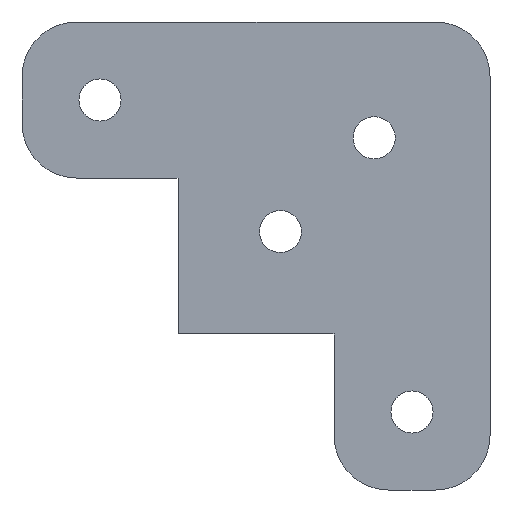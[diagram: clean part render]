
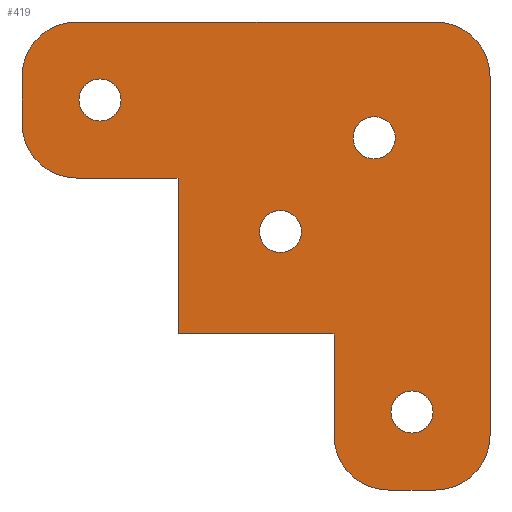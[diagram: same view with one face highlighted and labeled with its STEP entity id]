
A CAD part, front view. The second image highlights one B-rep face of the part: STEP entity #419.
In plain terms, the highlighted planar face has unit normal (0, -1, 0).
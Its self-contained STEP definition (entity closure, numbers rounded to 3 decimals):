
#19=FACE_BOUND('',#81,.T.);
#20=FACE_BOUND('',#82,.T.);
#21=FACE_BOUND('',#83,.T.);
#22=FACE_BOUND('',#84,.T.);
#34=PLANE('',#481);
#55=FACE_OUTER_BOUND('',#80,.T.);
#80=EDGE_LOOP('',(#373,#374,#375,#376,#377,#378,#379,#380,#381,#382,#383,
#384,#385));
#81=EDGE_LOOP('',(#386));
#82=EDGE_LOOP('',(#387));
#83=EDGE_LOOP('',(#388));
#84=EDGE_LOOP('',(#389));
#89=LINE('',#616,#128);
#97=LINE('',#641,#136);
#103=LINE('',#660,#142);
#111=LINE('',#677,#150);
#114=LINE('',#691,#153);
#116=LINE('',#694,#155);
#122=LINE('',#714,#161);
#123=LINE('',#716,#162);
#128=VECTOR('',#496,10.);
#136=VECTOR('',#518,10.);
#142=VECTOR('',#536,10.);
#150=VECTOR('',#550,10.);
#153=VECTOR('',#567,10.);
#155=VECTOR('',#571,10.);
#161=VECTOR('',#595,10.);
#162=VECTOR('',#598,10.);
#163=CIRCLE('',#444,7.);
#168=CIRCLE('',#452,7.);
#171=CIRCLE('',#458,7.);
#172=CIRCLE('',#461,7.);
#173=CIRCLE('',#464,7.);
#177=CIRCLE('',#472,2.7);
#178=CIRCLE('',#474,2.7);
#179=CIRCLE('',#476,2.7);
#180=CIRCLE('',#478,2.7);
#181=VERTEX_POINT('',#603);
#182=VERTEX_POINT('',#604);
#186=VERTEX_POINT('',#614);
#193=VERTEX_POINT('',#631);
#194=VERTEX_POINT('',#633);
#196=VERTEX_POINT('',#639);
#201=VERTEX_POINT('',#653);
#202=VERTEX_POINT('',#655);
#203=VERTEX_POINT('',#659);
#206=VERTEX_POINT('',#667);
#209=VERTEX_POINT('',#675);
#213=VERTEX_POINT('',#690);
#214=VERTEX_POINT('',#696);
#215=VERTEX_POINT('',#700);
#216=VERTEX_POINT('',#704);
#217=VERTEX_POINT('',#708);
#218=VERTEX_POINT('',#712);
#219=EDGE_CURVE('',#181,#182,#163,.T.);
#225=EDGE_CURVE('',#181,#186,#89,.T.);
#233=EDGE_CURVE('',#193,#194,#168,.T.);
#237=EDGE_CURVE('',#196,#193,#97,.T.);
#244=EDGE_CURVE('',#201,#202,#171,.T.);
#246=EDGE_CURVE('',#203,#202,#103,.T.);
#251=EDGE_CURVE('',#206,#196,#172,.T.);
#255=EDGE_CURVE('',#209,#206,#111,.T.);
#256=EDGE_CURVE('',#203,#209,#173,.T.);
#262=EDGE_CURVE('',#213,#194,#114,.T.);
#264=EDGE_CURVE('',#182,#201,#116,.T.);
#266=EDGE_CURVE('',#214,#214,#177,.T.);
#268=EDGE_CURVE('',#215,#215,#178,.T.);
#270=EDGE_CURVE('',#216,#216,#179,.T.);
#272=EDGE_CURVE('',#217,#217,#180,.T.);
#274=EDGE_CURVE('',#186,#218,#122,.T.);
#275=EDGE_CURVE('',#218,#213,#123,.T.);
#373=ORIENTED_EDGE('',*,*,#219,.F.);
#374=ORIENTED_EDGE('',*,*,#225,.T.);
#375=ORIENTED_EDGE('',*,*,#274,.T.);
#376=ORIENTED_EDGE('',*,*,#275,.T.);
#377=ORIENTED_EDGE('',*,*,#262,.T.);
#378=ORIENTED_EDGE('',*,*,#233,.F.);
#379=ORIENTED_EDGE('',*,*,#237,.F.);
#380=ORIENTED_EDGE('',*,*,#251,.F.);
#381=ORIENTED_EDGE('',*,*,#255,.F.);
#382=ORIENTED_EDGE('',*,*,#256,.F.);
#383=ORIENTED_EDGE('',*,*,#246,.T.);
#384=ORIENTED_EDGE('',*,*,#244,.F.);
#385=ORIENTED_EDGE('',*,*,#264,.F.);
#386=ORIENTED_EDGE('',*,*,#266,.T.);
#387=ORIENTED_EDGE('',*,*,#268,.T.);
#388=ORIENTED_EDGE('',*,*,#270,.T.);
#389=ORIENTED_EDGE('',*,*,#272,.T.);
#419=ADVANCED_FACE('',(#55,#19,#20,#21,#22),#34,.F.);
#444=AXIS2_PLACEMENT_3D('',#605,#486,#487);
#452=AXIS2_PLACEMENT_3D('',#634,#511,#512);
#458=AXIS2_PLACEMENT_3D('',#656,#531,#532);
#461=AXIS2_PLACEMENT_3D('',#669,#543,#544);
#464=AXIS2_PLACEMENT_3D('',#679,#553,#554);
#472=AXIS2_PLACEMENT_3D('',#698,#575,#576);
#474=AXIS2_PLACEMENT_3D('',#702,#580,#581);
#476=AXIS2_PLACEMENT_3D('',#706,#585,#586);
#478=AXIS2_PLACEMENT_3D('',#710,#590,#591);
#481=AXIS2_PLACEMENT_3D('',#717,#599,#600);
#486=DIRECTION('center_axis',(0.,1.,0.));
#487=DIRECTION('ref_axis',(-0.707,0.,-0.707));
#496=DIRECTION('',(1.,0.,0.));
#511=DIRECTION('center_axis',(0.,1.,0.));
#512=DIRECTION('ref_axis',(-0.707,0.,-0.707));
#518=DIRECTION('',(-1.,0.,0.));
#531=DIRECTION('center_axis',(0.,1.,0.));
#532=DIRECTION('ref_axis',(-0.707,0.,0.707));
#536=DIRECTION('',(-1.,0.,0.));
#543=DIRECTION('center_axis',(0.,1.,0.));
#544=DIRECTION('ref_axis',(0.707,0.,-0.707));
#550=DIRECTION('',(0.,0.,-1.));
#553=DIRECTION('center_axis',(0.,1.,0.));
#554=DIRECTION('ref_axis',(0.707,0.,0.707));
#567=DIRECTION('',(0.,0.,-1.));
#571=DIRECTION('',(0.,0.,1.));
#575=DIRECTION('center_axis',(0.,1.,0.));
#576=DIRECTION('ref_axis',(1.,0.,0.));
#580=DIRECTION('center_axis',(0.,1.,0.));
#581=DIRECTION('ref_axis',(1.,0.,0.));
#585=DIRECTION('center_axis',(0.,1.,0.));
#586=DIRECTION('ref_axis',(1.,0.,0.));
#590=DIRECTION('center_axis',(0.,1.,0.));
#591=DIRECTION('ref_axis',(1.,0.,0.));
#595=DIRECTION('',(0.,0.,-1.));
#598=DIRECTION('',(1.,0.,0.));
#599=DIRECTION('center_axis',(0.,1.,0.));
#600=DIRECTION('ref_axis',(0.,0.,1.));
#603=CARTESIAN_POINT('',(-23.,0.,10.));
#604=CARTESIAN_POINT('',(-30.,0.,17.));
#605=CARTESIAN_POINT('Origin',(-23.,0.,17.));
#614=CARTESIAN_POINT('',(-10.,0.,10.));
#616=CARTESIAN_POINT('',(-5.,0.,10.));
#631=CARTESIAN_POINT('',(17.,0.,-30.));
#633=CARTESIAN_POINT('',(10.,0.,-23.));
#634=CARTESIAN_POINT('Origin',(17.,0.,-23.));
#639=CARTESIAN_POINT('',(23.,0.,-30.));
#641=CARTESIAN_POINT('',(30.,0.,-30.));
#653=CARTESIAN_POINT('',(-30.,0.,23.));
#655=CARTESIAN_POINT('',(-23.,0.,30.));
#656=CARTESIAN_POINT('Origin',(-23.,0.,23.));
#659=CARTESIAN_POINT('',(23.,0.,30.));
#660=CARTESIAN_POINT('',(20.,0.,30.));
#667=CARTESIAN_POINT('',(30.,0.,-23.));
#669=CARTESIAN_POINT('Origin',(23.,0.,-23.));
#675=CARTESIAN_POINT('',(30.,0.,23.));
#677=CARTESIAN_POINT('',(30.,0.,30.));
#679=CARTESIAN_POINT('Origin',(23.,0.,23.));
#690=CARTESIAN_POINT('',(10.,0.,-10.));
#691=CARTESIAN_POINT('',(10.,0.,-15.));
#694=CARTESIAN_POINT('',(-30.,0.,-30.));
#696=CARTESIAN_POINT('',(17.3,0.,-20.));
#698=CARTESIAN_POINT('Origin',(20.,0.,-20.));
#700=CARTESIAN_POINT('',(-22.7,0.,20.));
#702=CARTESIAN_POINT('Origin',(-20.,0.,20.));
#704=CARTESIAN_POINT('',(12.453,0.,15.153));
#706=CARTESIAN_POINT('Origin',(15.153,0.,15.153));
#708=CARTESIAN_POINT('',(0.432,0.,3.132));
#710=CARTESIAN_POINT('Origin',(3.132,0.,3.132));
#712=CARTESIAN_POINT('',(-10.,0.,-10.));
#714=CARTESIAN_POINT('',(-10.,0.,-5.));
#716=CARTESIAN_POINT('',(5.,0.,-10.));
#717=CARTESIAN_POINT('Origin',(0.,0.,0.));
